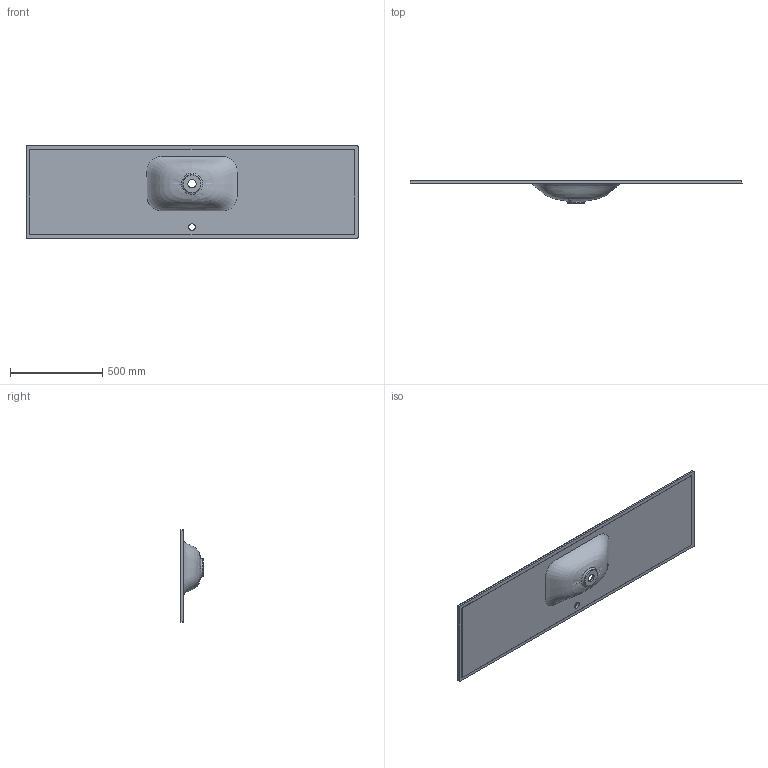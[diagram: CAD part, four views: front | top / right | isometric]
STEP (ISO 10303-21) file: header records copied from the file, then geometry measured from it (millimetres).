
FILE_DESCRIPTION (( 'STEP AP214' ), '1' );
FILE_NAME ('Jessel 1800.STEP', '2023-01-31T14:37:15', ( 'User Windows' ), ( '' ), 'SwSTEP 2.0', 'SolidWorks 2020', '' );
FILE_SCHEMA (( 'AUTOMOTIVE_DESIGN' ));
Length unit declared in the file: millimetre
Products named in the file (1): Jessel 1800
Bounding box: 1800 x 124 x 500 mm (x, y, z)
Volume: 13691513.7 mm3; surface area: 1946955.8 mm2
Topology: 1 solids, 1 shells, 32 faces, 75 edges, 48 vertices
Faces by surface type: plane 13, cylinder 10, sphere 4, bspline 3, cone 2
Full cylindrical faces by diameter (mm): 35 x1, 45 x1
Entity records: 21393 total; most frequent: CARTESIAN_POINT 20663, DIRECTION 142, ORIENTED_EDGE 132, EDGE_CURVE 66, AXIS2_PLACEMENT_3D 53, EDGE_LOOP 46, VERTEX_POINT 46, FACE_OUTER_BOUND 37
